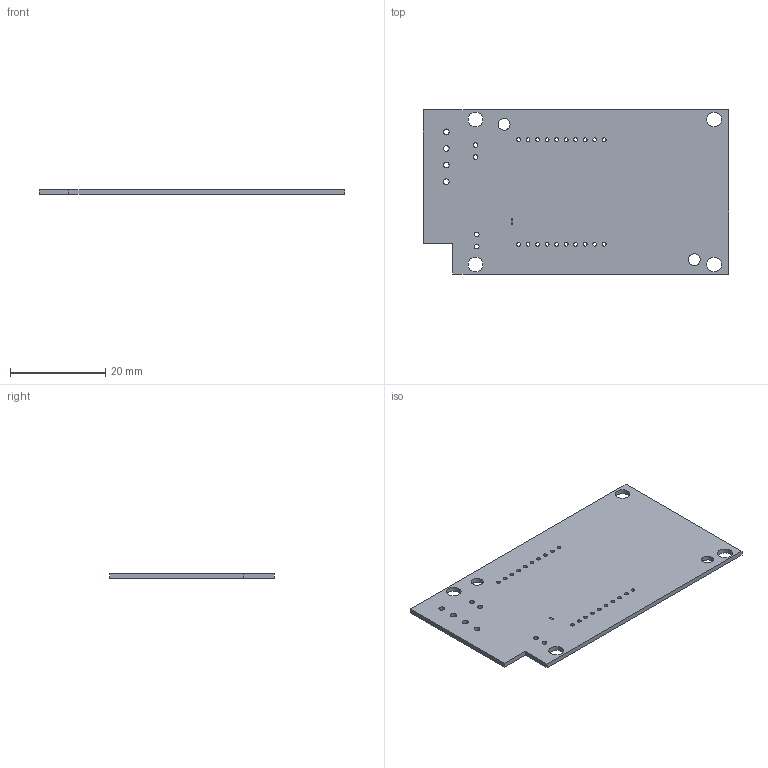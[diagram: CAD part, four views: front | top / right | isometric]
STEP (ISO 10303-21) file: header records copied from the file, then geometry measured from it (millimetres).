
FILE_DESCRIPTION(('FreeCAD Model'),'2;1');
FILE_NAME('roadrunner-pcb.stp', '2019-09-10T13:18:51',('Author'),(''), 'Open CASCADE STEP processor 7.0','FreeCAD','Unknown');
FILE_SCHEMA(('AUTOMOTIVE_DESIGN { 1 0 10303 214 1 1 1 1 }'));
Length unit declared in the file: millimetre
Products named in the file (2): Pcb; Open CASCADE STEP translator 7.0 1.1
Assembly tree (1 placements, depth 2):
  Pcb
    Open CASCADE STEP translator 7.0 1.1
Bounding box: 64.25 x 34.5 x 1 mm (x, y, z)
Volume: 2118 mm3; surface area: 4568.6 mm2
Topology: 1 solids, 1 shells, 45 faces, 129 edges, 86 vertices
Faces by surface type: cylinder 36, plane 9
Full cylindrical faces by diameter (mm): 0.381 x2, 0.8 x20, 1 x4, 1.2 x4, 2.5 x2, 3.1 x4
Entity records: 1698 total; most frequent: DIRECTION 295, CARTESIAN_POINT 262, ORIENTED_EDGE 258, EDGE_CURVE 129, AXIS2_PLACEMENT_3D 119, FACE_BOUND 117, EDGE_LOOP 117, VERTEX_POINT 86
